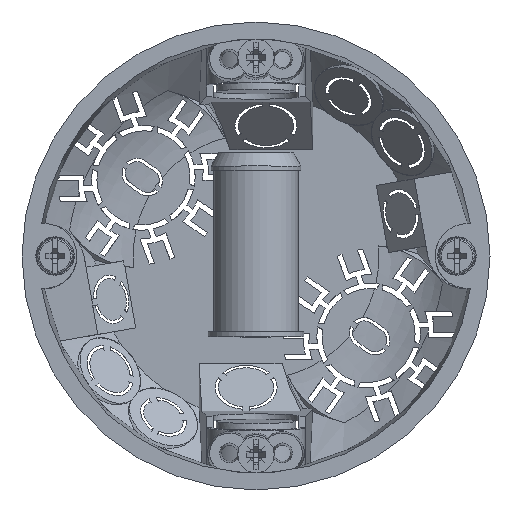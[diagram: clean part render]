
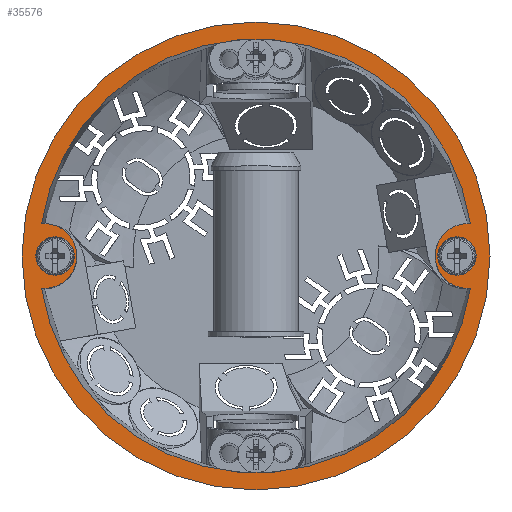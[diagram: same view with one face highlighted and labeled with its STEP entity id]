
A CAD part, top view. The second image highlights one B-rep face of the part: STEP entity #35576.
In plain terms, the highlighted planar face has unit normal (0, 0, 1).
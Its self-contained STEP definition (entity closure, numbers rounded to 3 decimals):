
#93 = DIRECTION ( 'NONE',  ( 0., 0., 1. ) ) ;
#297 = EDGE_CURVE ( 'NONE', #6445, #3584, #22913, .T. ) ;
#366 = DIRECTION ( 'NONE',  ( 0., 0., 1. ) ) ;
#863 = FACE_OUTER_BOUND ( 'NONE', #18566, .T. ) ;
#1029 = EDGE_CURVE ( 'NONE', #2624, #2624, #5467, .T. ) ;
#1509 = ORIENTED_EDGE ( 'NONE', *, *, #7033, .F. ) ;
#1512 = DIRECTION ( 'NONE',  ( 0., 0., 1. ) ) ;
#1956 = DIRECTION ( 'NONE',  ( 0., 0., 1. ) ) ;
#2624 = VERTEX_POINT ( 'NONE', #14565 ) ;
#3032 = CARTESIAN_POINT ( 'NONE',  ( -30.4, 0., 0. ) ) ;
#3584 = VERTEX_POINT ( 'NONE', #19377 ) ;
#3587 = AXIS2_PLACEMENT_3D ( 'NONE', #12309, #366, #6236 ) ;
#4553 = CARTESIAN_POINT ( 'NONE',  ( 32.435, 4.881, 0. ) ) ;
#4831 = CARTESIAN_POINT ( 'NONE',  ( 0., 0., 0. ) ) ;
#5467 = CIRCLE ( 'NONE', #27344, 35.4 ) ;
#6236 = DIRECTION ( 'NONE',  ( 1., 0., 0. ) ) ;
#6445 = VERTEX_POINT ( 'NONE', #4553 ) ;
#7033 = EDGE_CURVE ( 'NONE', #7999, #7241, #12377, .T. ) ;
#7241 = VERTEX_POINT ( 'NONE', #31861 ) ;
#7372 = DIRECTION ( 'NONE',  ( 1., 0., 0. ) ) ;
#7999 = VERTEX_POINT ( 'NONE', #37164 ) ;
#8428 = DIRECTION ( 'NONE',  ( 0., 0., 1. ) ) ;
#8630 = CIRCLE ( 'NONE', #18667, 4.9 ) ;
#8824 = AXIS2_PLACEMENT_3D ( 'NONE', #31058, #22262, #7372 ) ;
#9021 = EDGE_LOOP ( 'NONE', ( #19878 ) ) ;
#11200 = DIRECTION ( 'NONE',  ( 1., 0., 0. ) ) ;
#11714 = AXIS2_PLACEMENT_3D ( 'NONE', #37397, #1956, #13893 ) ;
#12309 = CARTESIAN_POINT ( 'NONE',  ( 0., 0., 0. ) ) ;
#12377 = CIRCLE ( 'NONE', #3587, 32.8 ) ;
#12795 = FACE_BOUND ( 'NONE', #9021, .T. ) ;
#13088 = CARTESIAN_POINT ( 'NONE',  ( 32., 0., 0. ) ) ;
#13893 = DIRECTION ( 'NONE',  ( 1., 0., 0. ) ) ;
#14565 = CARTESIAN_POINT ( 'NONE',  ( 35.4, 0., 0. ) ) ;
#15686 = VERTEX_POINT ( 'NONE', #33908 ) ;
#15997 = DIRECTION ( 'NONE',  ( 1., 0., 0. ) ) ;
#16035 = AXIS2_PLACEMENT_3D ( 'NONE', #4831, #1512, #15997 ) ;
#16119 = CIRCLE ( 'NONE', #11714, 2.9 ) ;
#17258 = CARTESIAN_POINT ( 'NONE',  ( 0., 0., 0. ) ) ;
#17536 = DIRECTION ( 'NONE',  ( 1., 0., 0. ) ) ;
#18566 = EDGE_LOOP ( 'NONE', ( #30003 ) ) ;
#18667 = AXIS2_PLACEMENT_3D ( 'NONE', #13088, #25024, #19166 ) ;
#19030 = CARTESIAN_POINT ( 'NONE',  ( 33.3, 0., 0. ) ) ;
#19166 = DIRECTION ( 'NONE',  ( 1., 0., 0. ) ) ;
#19377 = CARTESIAN_POINT ( 'NONE',  ( -32.435, 4.881, 0. ) ) ;
#19878 = ORIENTED_EDGE ( 'NONE', *, *, #31593, .F. ) ;
#21235 = FACE_BOUND ( 'NONE', #36640, .T. ) ;
#22034 = ORIENTED_EDGE ( 'NONE', *, *, #297, .F. ) ;
#22262 = DIRECTION ( 'NONE',  ( 0., 0., 1. ) ) ;
#22353 = VERTEX_POINT ( 'NONE', #19030 ) ;
#22913 = CIRCLE ( 'NONE', #16035, 32.8 ) ;
#25024 = DIRECTION ( 'NONE',  ( 0., 0., 1. ) ) ;
#25106 = CIRCLE ( 'NONE', #26354, 2.9 ) ;
#25675 = EDGE_CURVE ( 'NONE', #22353, #22353, #16119, .T. ) ;
#26354 = AXIS2_PLACEMENT_3D ( 'NONE', #3032, #38655, #17536 ) ;
#26360 = ORIENTED_EDGE ( 'NONE', *, *, #31352, .T. ) ;
#26825 = EDGE_CURVE ( 'NONE', #6445, #7241, #8630, .T. ) ;
#26965 = EDGE_LOOP ( 'NONE', ( #32639 ) ) ;
#27344 = AXIS2_PLACEMENT_3D ( 'NONE', #17258, #8428, #11200 ) ;
#27891 = ORIENTED_EDGE ( 'NONE', *, *, #26825, .T. ) ;
#30003 = ORIENTED_EDGE ( 'NONE', *, *, #1029, .T. ) ;
#30208 = FACE_BOUND ( 'NONE', #26965, .T. ) ;
#30414 = DIRECTION ( 'NONE',  ( 1., 0., 0. ) ) ;
#31058 = CARTESIAN_POINT ( 'NONE',  ( -32., 0., 0. ) ) ;
#31352 = EDGE_CURVE ( 'NONE', #7999, #3584, #36374, .T. ) ;
#31593 = EDGE_CURVE ( 'NONE', #15686, #15686, #25106, .T. ) ;
#31861 = CARTESIAN_POINT ( 'NONE',  ( 32.435, -4.881, 0. ) ) ;
#32639 = ORIENTED_EDGE ( 'NONE', *, *, #25675, .F. ) ;
#32978 = CARTESIAN_POINT ( 'NONE',  ( 0., 0., 0. ) ) ;
#33172 = PLANE ( 'NONE',  #35805 ) ;
#33908 = CARTESIAN_POINT ( 'NONE',  ( -27.5, 0., 0. ) ) ;
#35576 = ADVANCED_FACE ( 'NONE', ( #30208, #12795, #863, #21235 ), #33172, .T. ) ;
#35805 = AXIS2_PLACEMENT_3D ( 'NONE', #32978, #93, #30414 ) ;
#36374 = CIRCLE ( 'NONE', #8824, 4.9 ) ;
#36640 = EDGE_LOOP ( 'NONE', ( #27891, #1509, #26360, #22034 ) ) ;
#37164 = CARTESIAN_POINT ( 'NONE',  ( -32.435, -4.881, 0. ) ) ;
#37397 = CARTESIAN_POINT ( 'NONE',  ( 30.4, 0., 0. ) ) ;
#38655 = DIRECTION ( 'NONE',  ( 0., 0., 1. ) ) ;
